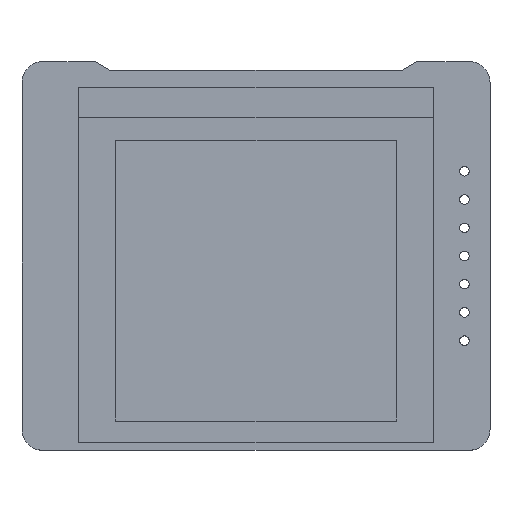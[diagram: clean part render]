
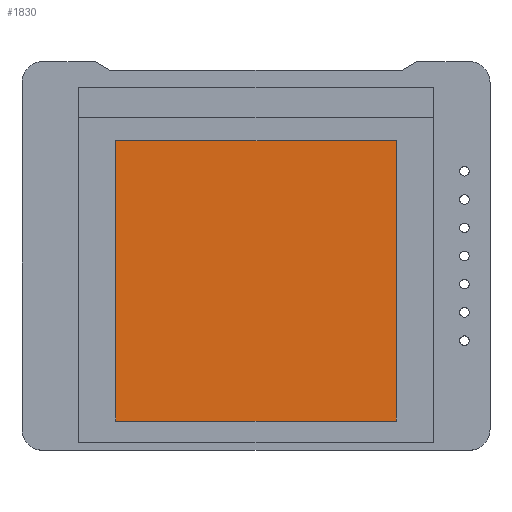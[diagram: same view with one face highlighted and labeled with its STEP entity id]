
A CAD part, top view. The second image highlights one B-rep face of the part: STEP entity #1830.
In plain terms, the highlighted planar face has unit normal (0, 0, 1).
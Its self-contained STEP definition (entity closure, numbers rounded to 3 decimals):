
#645=DIRECTION('',(0.,1.,0.));
#646=VECTOR('',#645,26.85);
#647=CARTESIAN_POINT('',(13.425,-15.8,2.198));
#648=LINE('',#647,#646);
#649=DIRECTION('',(1.,0.,0.));
#650=VECTOR('',#649,26.85);
#651=CARTESIAN_POINT('',(-13.425,-15.8,2.198));
#652=LINE('',#651,#650);
#653=DIRECTION('',(0.,-1.,0.));
#654=VECTOR('',#653,26.85);
#655=CARTESIAN_POINT('',(-13.425,11.05,2.198));
#656=LINE('',#655,#654);
#657=DIRECTION('',(-1.,0.,0.));
#658=VECTOR('',#657,26.85);
#659=CARTESIAN_POINT('',(13.425,11.05,2.198));
#660=LINE('',#659,#658);
#965=CARTESIAN_POINT('',(13.425,-15.8,2.198));
#966=CARTESIAN_POINT('',(13.425,11.05,2.198));
#967=VERTEX_POINT('',#965);
#968=VERTEX_POINT('',#966);
#969=CARTESIAN_POINT('',(-13.425,11.05,2.198));
#970=VERTEX_POINT('',#969);
#971=CARTESIAN_POINT('',(-13.425,-15.8,2.198));
#972=VERTEX_POINT('',#971);
#1819=CARTESIAN_POINT('',(0.,22.383,2.198));
#1820=DIRECTION('',(0.,0.,1.));
#1821=DIRECTION('',(-1.,0.,0.));
#1822=AXIS2_PLACEMENT_3D('',#1819,#1820,#1821);
#1823=PLANE('',#1822);
#1824=ORIENTED_EDGE('',*,*,#1771,.F.);
#1825=ORIENTED_EDGE('',*,*,#1786,.F.);
#1826=ORIENTED_EDGE('',*,*,#1800,.F.);
#1827=ORIENTED_EDGE('',*,*,#1813,.F.);
#1828=EDGE_LOOP('',(#1824,#1825,#1826,#1827));
#1829=FACE_OUTER_BOUND('',#1828,.F.);
#1830=ADVANCED_FACE('',(#1829),#1823,.T.);
#1771=EDGE_CURVE('',#967,#968,#648,.T.);
#1786=EDGE_CURVE('',#972,#967,#652,.T.);
#1800=EDGE_CURVE('',#970,#972,#656,.T.);
#1813=EDGE_CURVE('',#968,#970,#660,.T.);
